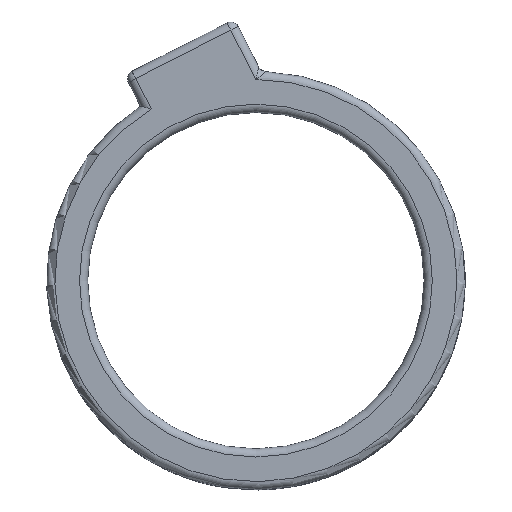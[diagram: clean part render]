
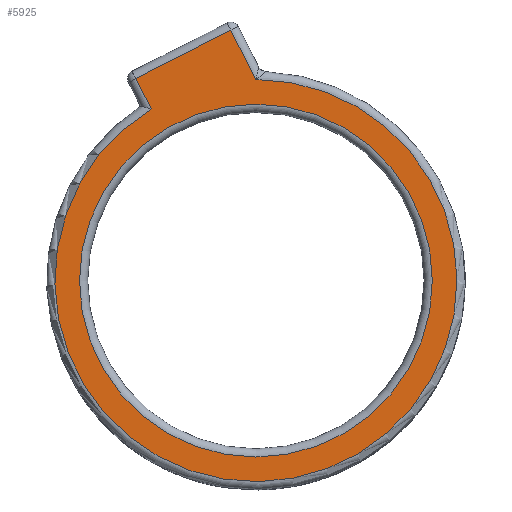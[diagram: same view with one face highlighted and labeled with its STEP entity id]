
A CAD part, top view. The second image highlights one B-rep face of the part: STEP entity #5925.
In plain terms, the highlighted planar face has unit normal (0, 0, 1).
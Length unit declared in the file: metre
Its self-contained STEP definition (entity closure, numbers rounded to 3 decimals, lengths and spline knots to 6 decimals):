
#630=CIRCLE('',#6422,0.0215);
#631=CIRCLE('',#6423,0.0245);
#1036=ORIENTED_EDGE('',*,*,#2870,.T.);
#1037=ORIENTED_EDGE('',*,*,#2871,.T.);
#1038=ORIENTED_EDGE('',*,*,#2872,.T.);
#1039=ORIENTED_EDGE('',*,*,#2873,.T.);
#1040=ORIENTED_EDGE('',*,*,#2874,.T.);
#2870=EDGE_CURVE('',#3791,#3791,#630,.F.);
#2871=EDGE_CURVE('',#3792,#3793,#4193,.T.);
#2872=EDGE_CURVE('',#3793,#3794,#4194,.T.);
#2873=EDGE_CURVE('',#3794,#3795,#4195,.F.);
#2874=EDGE_CURVE('',#3795,#3792,#631,.T.);
#3791=VERTEX_POINT('',#9127);
#3792=VERTEX_POINT('',#9129);
#3793=VERTEX_POINT('',#9130);
#3794=VERTEX_POINT('',#9132);
#3795=VERTEX_POINT('',#9134);
#4193=LINE('',#9128,#4607);
#4194=LINE('',#9131,#4608);
#4195=LINE('',#9133,#4609);
#4607=VECTOR('',#7139,1.);
#4608=VECTOR('',#7140,1.);
#4609=VECTOR('',#7141,1.);
#4999=EDGE_LOOP('',(#1036));
#5000=EDGE_LOOP('',(#1037,#1038,#1039,#1040));
#5393=FACE_BOUND('',#4999,.T.);
#5394=FACE_BOUND('',#5000,.T.);
#5749=PLANE('',#6421);
#5925=ADVANCED_FACE('',(#5393,#5394),#5749,.T.);
#6421=AXIS2_PLACEMENT_3D('',#9125,#7135,#7136);
#6422=AXIS2_PLACEMENT_3D('',#9126,#7137,#7138);
#6423=AXIS2_PLACEMENT_3D('',#9135,#7142,#7143);
#7135=DIRECTION('',(0.,0.,1.));
#7136=DIRECTION('',(1.,0.,0.));
#7137=DIRECTION('',(0.,0.,1.));
#7138=DIRECTION('',(1.,0.,0.));
#7139=DIRECTION('',(-0.454,0.891,0.));
#7140=DIRECTION('',(-0.891,-0.454,0.));
#7141=DIRECTION('',(-0.454,0.891,0.));
#7142=DIRECTION('',(0.,0.,1.));
#7143=DIRECTION('',(1.,0.,0.));
#9125=CARTESIAN_POINT('',(0.,0.,0.006));
#9126=CARTESIAN_POINT('',(0.,0.,0.006));
#9127=CARTESIAN_POINT('',(0.0215,0.,0.006));
#9128=CARTESIAN_POINT('',(-0.003518,0.031405,0.006));
#9129=CARTESIAN_POINT('',(0.,0.0245,0.006));
#9130=CARTESIAN_POINT('',(-0.003064,0.030514,0.006));
#9131=CARTESIAN_POINT('',(-0.015539,0.024158,0.006));
#9132=CARTESIAN_POINT('',(-0.014648,0.024612,0.006));
#9133=CARTESIAN_POINT('',(-0.013175,0.021723,0.006));
#9134=CARTESIAN_POINT('',(-0.012763,0.020913,0.006));
#9135=CARTESIAN_POINT('',(0.,0.,0.006));
